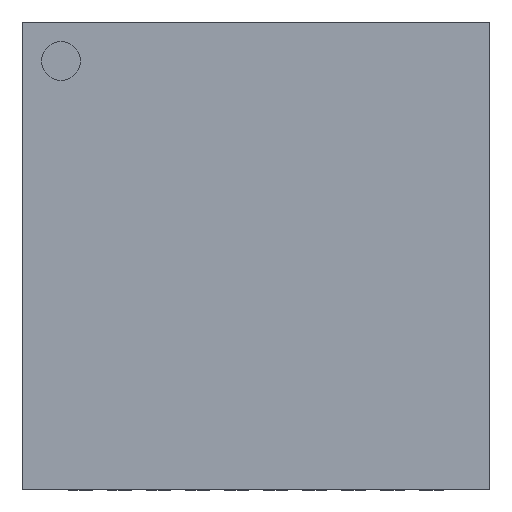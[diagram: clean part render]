
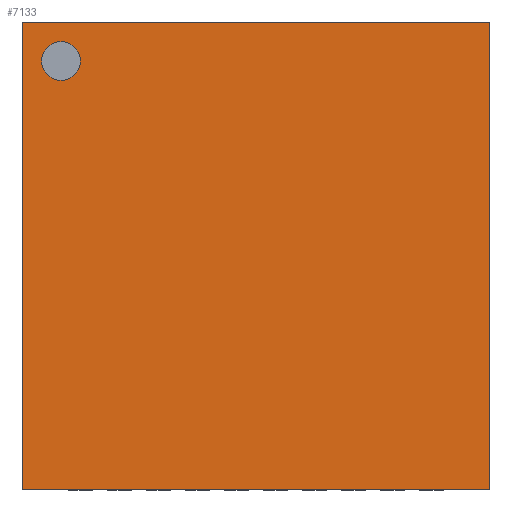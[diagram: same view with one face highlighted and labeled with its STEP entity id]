
A CAD part, top view. The second image highlights one B-rep face of the part: STEP entity #7133.
In plain terms, the highlighted planar face has unit normal (0, 0, 1).
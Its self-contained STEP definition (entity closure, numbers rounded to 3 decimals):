
#16=FACE_BOUND($,#1122,.T.);
#142=CIRCLE($,#7552,0.25);
#706=FACE_OUTER_BOUND($,#1121,.T.);
#1121=EDGE_LOOP($,(#6029,#6030,#6031,#6032));
#1122=EDGE_LOOP($,(#6033));
#1894=LINE($,#11754,#2718);
#1895=LINE($,#11756,#2719);
#1896=LINE($,#11758,#2720);
#1897=LINE($,#11759,#2721);
#2718=VECTOR($,#9698,6.);
#2719=VECTOR($,#9699,6.);
#2720=VECTOR($,#9700,6.);
#2721=VECTOR($,#9701,6.);
#3103=VERTEX_POINT($,#10828);
#3424=VERTEX_POINT($,#11752);
#3425=VERTEX_POINT($,#11753);
#3426=VERTEX_POINT($,#11755);
#3427=VERTEX_POINT($,#11757);
#3921=EDGE_CURVE($,#3103,#3103,#142,.T.);
#4362=EDGE_CURVE($,#3424,#3425,#1894,.T.);
#4363=EDGE_CURVE($,#3426,#3424,#1895,.T.);
#4364=EDGE_CURVE($,#3427,#3426,#1896,.T.);
#4365=EDGE_CURVE($,#3425,#3427,#1897,.T.);
#6029=ORIENTED_EDGE($,*,*,#4362,.F.);
#6030=ORIENTED_EDGE($,*,*,#4363,.F.);
#6031=ORIENTED_EDGE($,*,*,#4364,.F.);
#6032=ORIENTED_EDGE($,*,*,#4365,.F.);
#6033=ORIENTED_EDGE($,*,*,#3921,.T.);
#6719=PLANE($,#7794);
#7133=ADVANCED_FACE($,(#706,#16),#6719,.F.);
#7552=AXIS2_PLACEMENT_3D($,#10829,#8852,#8853);
#7794=AXIS2_PLACEMENT_3D($,#11751,#9696,#9697);
#8852=DIRECTION('center_axis',(0.,0.,-1.));
#8853=DIRECTION('ref_axis',(1.,0.,0.));
#9696=DIRECTION('center_axis',(0.,0.,-1.));
#9697=DIRECTION('ref_axis',(1.,0.,0.));
#9698=DIRECTION($,(0.,-1.,0.));
#9699=DIRECTION($,(1.,0.,0.));
#9700=DIRECTION($,(0.,1.,0.));
#9701=DIRECTION($,(-1.,0.,0.));
#10828=CARTESIAN_POINT('',(-2.25,2.5,0.8));
#10829=CARTESIAN_POINT('Origin',(-2.5,2.5,0.8));
#11751=CARTESIAN_POINT('Origin',(0.,0.,0.8));
#11752=CARTESIAN_POINT('',(3.,3.,0.8));
#11753=CARTESIAN_POINT('',(3.,-3.,0.8));
#11754=CARTESIAN_POINT($,(3.,0.,0.8));
#11755=CARTESIAN_POINT('',(-3.,3.,0.8));
#11756=CARTESIAN_POINT($,(0.,3.,0.8));
#11757=CARTESIAN_POINT('',(-3.,-3.,0.8));
#11758=CARTESIAN_POINT($,(-3.,0.,0.8));
#11759=CARTESIAN_POINT($,(0.,-3.,0.8));
